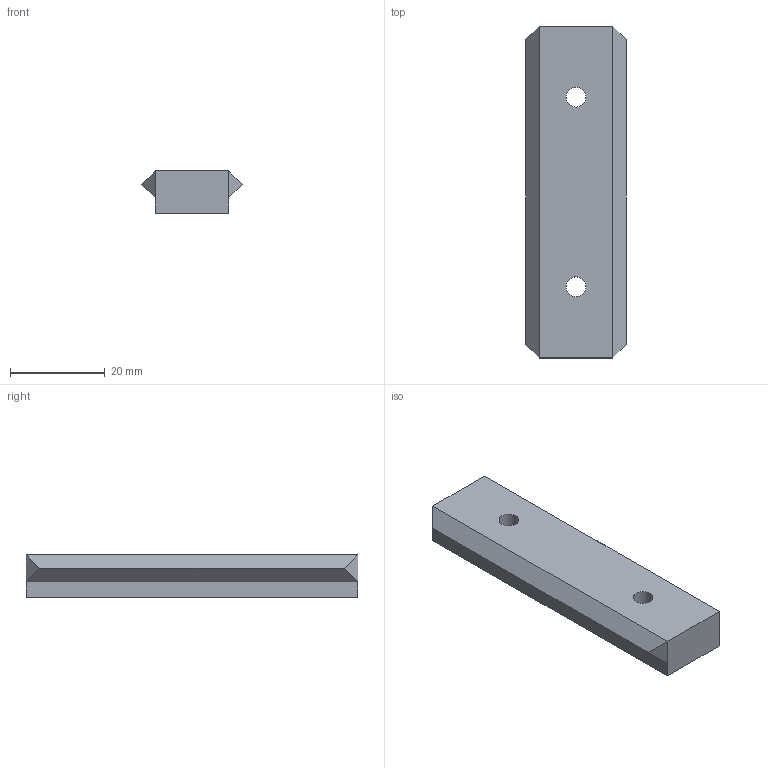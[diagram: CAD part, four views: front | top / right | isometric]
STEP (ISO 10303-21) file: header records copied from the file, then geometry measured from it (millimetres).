
FILE_DESCRIPTION(('FreeCAD Model'),'2;1');
FILE_NAME('Open CASCADE Shape Model','2026-02-08T06:28:53',(''),(''), 'Open CASCADE STEP processor 7.8','FreeCAD','Unknown');
FILE_SCHEMA(('AUTOMOTIVE_DESIGN { 1 0 10303 214 1 1 1 1 }'));
Length unit declared in the file: millimetre
Products named in the file (1): rail
Bounding box: 21.2 x 70 x 8.9 mm (x, y, z)
Volume: 10516.2 mm3; surface area: 4201.9 mm2
Topology: 1 solids, 1 shells, 16 faces, 34 edges, 20 vertices
Faces by surface type: plane 14, cylinder 2
Full cylindrical faces by diameter (mm): 4.2 x2
Entity records: 448 total; most frequent: DIRECTION 72, CARTESIAN_POINT 71, ORIENTED_EDGE 68, EDGE_CURVE 34, LINE 30, VECTOR 30, AXIS2_PLACEMENT_3D 21, FACE_BOUND 20
